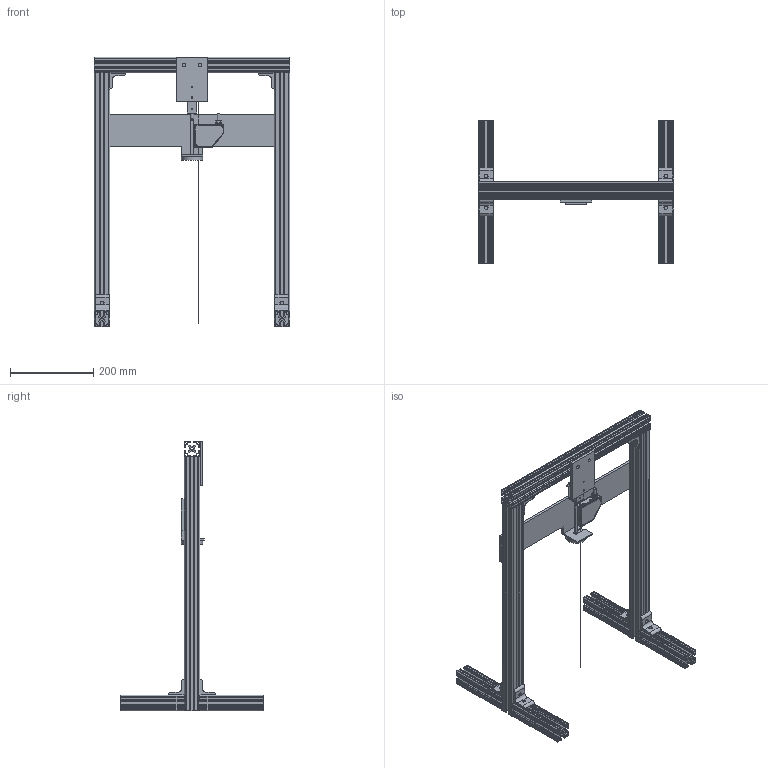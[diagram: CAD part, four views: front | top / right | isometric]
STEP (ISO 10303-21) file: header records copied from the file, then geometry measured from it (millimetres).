
FILE_DESCRIPTION(/* description */ (''),/* implementation_level */ '2;1');
FILE_NAME(/* name */ 'TestRig.step',/* time_stamp */ '2025-08-22T11:05:25-05:00',/* author */ (''),/* organization */ (''),/* preprocessor_version */ 'ST-DEVELOPER v20.1',/* originating_system */ 'Autodesk Translation Framework v14.10.0.0',/* authorisation */ '');
FILE_SCHEMA (('AUTOMOTIVE_DESIGN { 1 0 10303 214 3 1 1 }'));
Products named in the file (36): 2025-07-17-07-35-02-150; 2025-07-17-07-46-40-597; 2025-07-17-07-52-51-869; 2025-07-17-07-57-27-063; 2025-07-17-07-59-38-814; 2025-07-17-07-57-27-063_1; 2025-07-17-07-59-38-814_1; 2025-07-17-08-05-04-167; 2025-07-17-08-05-04-167_1; 2025-07-17-08-05-04-167_2; 2025-07-17-08-05-04-167_3; 2025-07-17-08-11-06-232; 2025-07-17-08-13-20-739; 2025-07-17-08-11-06-232_1; 2025-07-17-08-18-33-777; 2025-07-17-08-18-33-777_1; AR200; MCP694212; MCP520001; MTP214201-1; MTP214201-2; QWD121001; MSG200010; MSG200011; MSG200012; OUTER CABLE; 2025-07-17-08-58-00-545; 2025-07-17-09-09-36-106; 2025-07-17-09-03-03-256; 2025-07-17-11-27-50-990; 2025-07-17-11-33-37-529; 2025-07-17-11-34-27-054; 2025-07-17-11-59-42-022; 2025-07-17-12-51-01-780; 2025-07-17-12-54-39-808; 2025-07-21-07-24-51-342
Assembly tree (35 placements, depth 3):
  2025-07-17-07-35-02-150
    2025-07-17-07-46-40-597
    2025-07-17-07-52-51-869
    2025-07-17-07-57-27-063
    2025-07-17-07-59-38-814
    2025-07-17-07-57-27-063_1
    2025-07-17-07-59-38-814_1
    2025-07-17-08-05-04-167
    2025-07-17-08-05-04-167_1
    2025-07-17-08-05-04-167_2
    2025-07-17-08-05-04-167_3
    2025-07-17-08-11-06-232
    2025-07-17-08-13-20-739
    2025-07-17-08-11-06-232_1
    2025-07-17-08-18-33-777
    2025-07-17-08-18-33-777_1
    AR200
      MCP694212
      MCP520001
      MTP214201-1
      MTP214201-2
      QWD121001
      MSG200010
      MSG200011
      MSG200012
      OUTER CABLE
    2025-07-17-08-58-00-545
    2025-07-17-09-09-36-106
      2025-07-17-09-03-03-256
    2025-07-17-11-27-50-990
    2025-07-17-11-33-37-529
    2025-07-17-11-34-27-054
    2025-07-17-11-59-42-022
    2025-07-17-12-51-01-780
    2025-07-17-12-54-39-808
    2025-07-21-07-24-51-342
Bounding box: 469.9 x 342.9 x 647.7 mm (x, y, z)
Volume: 1733811.3 mm3; surface area: 1197940.2 mm2
Topology: 31 solids, 31 shells, 2088 faces, 5944 edges, 3943 vertices
Faces by surface type: plane 1113, cylinder 878, cone 68, bspline 12, sphere 10, torus 7
Full cylindrical faces by diameter (mm): 0.508 x1, 1.587 x7, 1.6 x1, 1.702 x4, 2.54 x1, 3.048 x2, 3.099 x2, 3.251 x1, 3.505 x2, 4.318 x1, 5.944 x3, 6.35 x1, 6.477 x1, 6.756 x2, 7.366 x1, 7.874 x1, 7.937 x3, 7.938 x3, 7.95 x3, 8.001 x1, 8.026 x1, 8.128 x1, 9.398 x1, 9.525 x1, 9.652 x1, 11.684 x1
Entity records: 71911 total; most frequent: CARTESIAN_POINT 14659, DIRECTION 11928, ORIENTED_EDGE 11878, EDGE_CURVE 5939, AXIS2_PLACEMENT_3D 3991, LINE 3946, VECTOR 3946, VERTEX_POINT 3944
